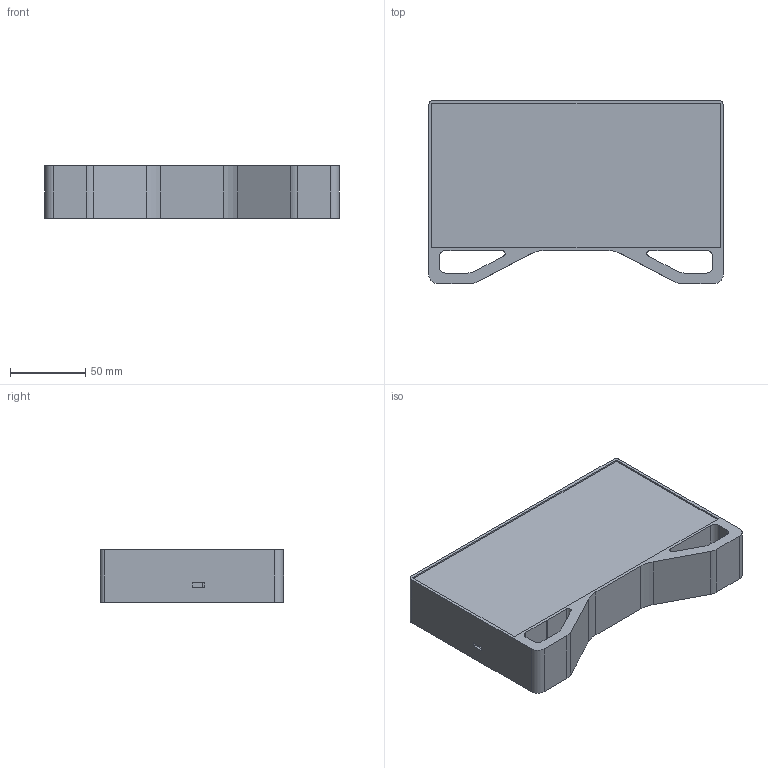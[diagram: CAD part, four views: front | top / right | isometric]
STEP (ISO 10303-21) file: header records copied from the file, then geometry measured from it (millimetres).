
FILE_DESCRIPTION(/* description */ (''),/* implementation_level */ '2;1');
FILE_NAME(/* name */ 'esp-matrix-case.step',/* time_stamp */ '2022-05-09T09:02:05+02:00',/* author */ (''),/* organization */ (''),/* preprocessor_version */ 'ST-DEVELOPER v18.1',/* originating_system */ 'Autodesk Translation Framework v10.14.0.1471',/* authorisation */ '');
FILE_SCHEMA (('AUTOMOTIVE_DESIGN { 1 0 10303 214 3 1 1 }'));
Length unit declared in the file: millimetre
Products named in the file (1): LED Clock case v2
Bounding box: 196 x 122 x 35 mm (x, y, z)
Volume: 450187.8 mm3; surface area: 147416.5 mm2
Topology: 3 solids, 3 shells, 198 faces, 524 edges, 344 vertices
Faces by surface type: plane 105, cylinder 81, cone 12
Full cylindrical faces by diameter (mm): 2.7 x2, 3 x12, 4 x6, 6 x6
Entity records: 6281 total; most frequent: DIRECTION 1100, CARTESIAN_POINT 1067, ORIENTED_EDGE 1048, EDGE_CURVE 524, AXIS2_PLACEMENT_3D 377, LINE 346, VECTOR 346, VERTEX_POINT 344
